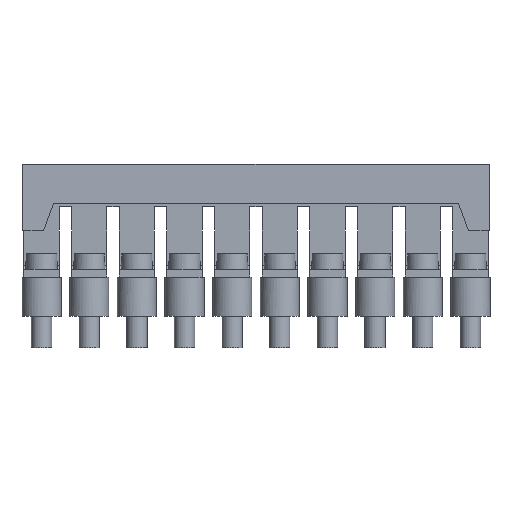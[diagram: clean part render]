
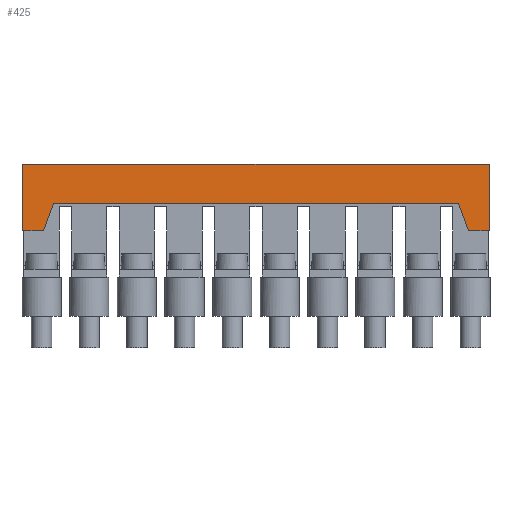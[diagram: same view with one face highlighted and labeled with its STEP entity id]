
A CAD part, top view. The second image highlights one B-rep face of the part: STEP entity #425.
In plain terms, the highlighted planar face has unit normal (0, 0.018, 1).
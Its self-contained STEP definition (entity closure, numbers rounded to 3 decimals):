
#425=ADVANCED_FACE('',(#941),#718,.T.);
#718=PLANE('',#4841);
#941=FACE_OUTER_BOUND('',#1149,.T.);
#1149=EDGE_LOOP('',(#1870,#1871,#1872,#1873,#1874,#1875,#1876,#1877));
#1870=ORIENTED_EDGE('',*,*,#3526,.F.);
#1871=ORIENTED_EDGE('',*,*,#3527,.F.);
#1872=ORIENTED_EDGE('',*,*,#3518,.T.);
#1873=ORIENTED_EDGE('',*,*,#3528,.F.);
#1874=ORIENTED_EDGE('',*,*,#3529,.F.);
#1875=ORIENTED_EDGE('',*,*,#3530,.F.);
#1876=ORIENTED_EDGE('',*,*,#3531,.F.);
#1877=ORIENTED_EDGE('',*,*,#3532,.F.);
#3087=VERTEX_POINT('',#6983);
#3088=VERTEX_POINT('',#6985);
#3093=VERTEX_POINT('',#7000);
#3094=VERTEX_POINT('',#7001);
#3095=VERTEX_POINT('',#7004);
#3096=VERTEX_POINT('',#7006);
#3097=VERTEX_POINT('',#7008);
#3098=VERTEX_POINT('',#7010);
#3518=EDGE_CURVE('',#3088,#3087,#4120,.T.);
#3526=EDGE_CURVE('',#3093,#3094,#4128,.T.);
#3527=EDGE_CURVE('',#3088,#3093,#4129,.T.);
#3528=EDGE_CURVE('',#3095,#3087,#4130,.T.);
#3529=EDGE_CURVE('',#3096,#3095,#4131,.T.);
#3530=EDGE_CURVE('',#3097,#3096,#4132,.T.);
#3531=EDGE_CURVE('',#3098,#3097,#4133,.T.);
#3532=EDGE_CURVE('',#3094,#3098,#4134,.T.);
#4120=LINE('',#6984,#4504);
#4128=LINE('',#6999,#4512);
#4129=LINE('',#7002,#4513);
#4130=LINE('',#7003,#4514);
#4131=LINE('',#7005,#4515);
#4132=LINE('',#7007,#4516);
#4133=LINE('',#7009,#4517);
#4134=LINE('',#7011,#4518);
#4504=VECTOR('',#5467,1.);
#4512=VECTOR('',#5479,1.);
#4513=VECTOR('',#5480,1.);
#4514=VECTOR('',#5481,1.);
#4515=VECTOR('',#5482,1.);
#4516=VECTOR('',#5483,1.);
#4517=VECTOR('',#5484,1.);
#4518=VECTOR('',#5485,1.);
#4841=AXIS2_PLACEMENT_3D('',#7012,#5486,#5487);
#5467=DIRECTION('',(-1.,0.,0.));
#5479=DIRECTION('',(-1.,0.,0.));
#5480=DIRECTION('',(0.,-1.,0.017));
#5481=DIRECTION('',(0.,1.,-0.017));
#5482=DIRECTION('',(-1.,0.,0.));
#5483=DIRECTION('',(-0.342,-0.94,0.016));
#5484=DIRECTION('',(-1.,0.,0.));
#5485=DIRECTION('',(-0.342,0.94,-0.016));
#5486=DIRECTION('',(0.,0.017,1.));
#5487=DIRECTION('',(0.,-1.,0.017));
#6983=CARTESIAN_POINT('',(-36.77,0.5,1.513));
#6984=CARTESIAN_POINT('',(7.318,0.5,1.513));
#6985=CARTESIAN_POINT('',(22.97,0.5,1.513));
#6999=CARTESIAN_POINT('',(21.983,-8.,1.661));
#7000=CARTESIAN_POINT('',(22.97,-8.,1.661));
#7001=CARTESIAN_POINT('',(20.295,-8.,1.661));
#7002=CARTESIAN_POINT('',(22.97,-8.,1.661));
#7003=CARTESIAN_POINT('',(-36.77,-8.,1.661));
#7004=CARTESIAN_POINT('',(-36.77,-8.,1.661));
#7005=CARTESIAN_POINT('',(-15.157,-8.,1.661));
#7006=CARTESIAN_POINT('',(-34.095,-8.,1.661));
#7007=CARTESIAN_POINT('',(-31.88,-1.915,1.555));
#7008=CARTESIAN_POINT('',(-32.821,-4.5,1.6));
#7009=CARTESIAN_POINT('',(21.983,-4.5,1.6));
#7010=CARTESIAN_POINT('',(19.021,-4.5,1.6));
#7011=CARTESIAN_POINT('',(20.492,-8.542,1.671));
#7012=CARTESIAN_POINT('',(21.983,-8.,1.661));
